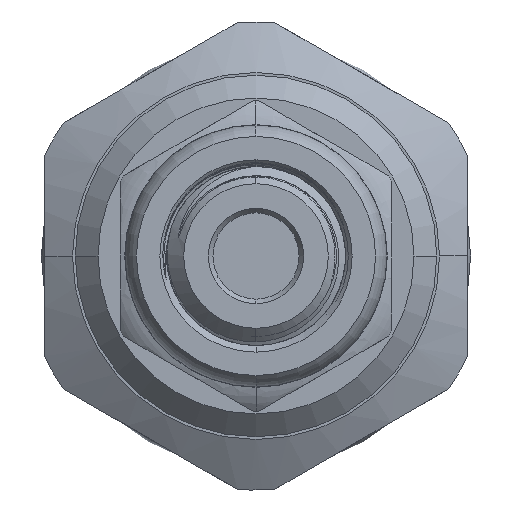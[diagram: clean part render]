
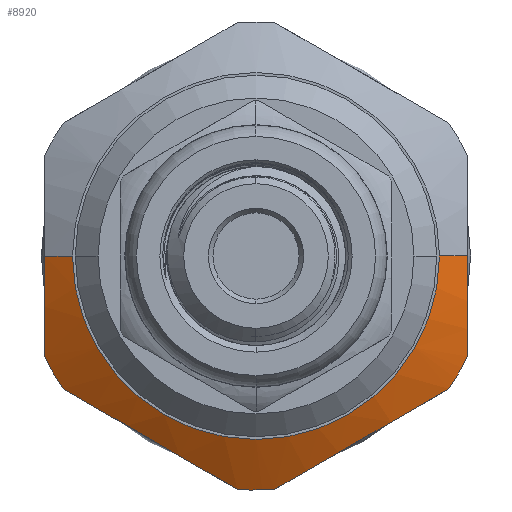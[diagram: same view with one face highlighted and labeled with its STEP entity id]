
A CAD part, left-side view. The second image highlights one B-rep face of the part: STEP entity #8920.
In plain terms, the highlighted conical face has half-angle 60 degrees and reference radius 9.642 mm.
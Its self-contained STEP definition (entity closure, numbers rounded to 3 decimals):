
#8 = DIRECTION ( 'NONE',  ( 0., -1., 0. ) ) ;
#113 = FACE_OUTER_BOUND ( 'NONE', #9456, .T. ) ;
#141 = EDGE_CURVE ( 'NONE', #8539, #11821, #7170, .T. ) ;
#161 = CIRCLE ( 'NONE', #14412, 12.3 ) ;
#323 = CARTESIAN_POINT ( 'NONE',  ( 12.862, -4.798, -10.059 ) ) ;
#703 = CARTESIAN_POINT ( 'NONE',  ( 13.535, -11.11, -5.278 ) ) ;
#881 = VERTEX_POINT ( 'NONE', #17178 ) ;
#1267 = DIRECTION ( 'NONE',  ( -1., 0., 0. ) ) ;
#1315 = DIRECTION ( 'NONE',  ( 0., -1., 0. ) ) ;
#1517 = CARTESIAN_POINT ( 'NONE',  ( 13.535, 0.984, -12.261 ) ) ;
#1523 = EDGE_CURVE ( 'NONE', #11821, #15436, #6259, .T. ) ;
#1573 = CARTESIAN_POINT ( 'NONE',  ( 12.848, -11.11, 0. ) ) ;
#1952 = CARTESIAN_POINT ( 'NONE',  ( 12.969, -3.64, -10.727 ) ) ;
#2191 = VECTOR ( 'NONE', #6744, 1000. ) ;
#2444 = CARTESIAN_POINT ( 'NONE',  ( 13.322, -11.11, -4.42 ) ) ;
#2519 = DIRECTION ( 'NONE',  ( 0., -1., 0. ) ) ;
#2621 = DIRECTION ( 'NONE',  ( -1., 0., 0. ) ) ;
#3552 = CARTESIAN_POINT ( 'NONE',  ( 13.535, -10.126, -6.983 ) ) ;
#3806 = DIRECTION ( 'NONE',  ( 0., -1., 0. ) ) ;
#3922 = CARTESIAN_POINT ( 'NONE',  ( 12.848, -11.11, -0.443 ) ) ;
#4203 = VERTEX_POINT ( 'NONE', #7667 ) ;
#4383 = ORIENTED_EDGE ( 'NONE', *, *, #14416, .F. ) ;
#4538 = CONICAL_SURFACE ( 'NONE', #14239, 9.642, 1.047 ) ;
#4840 = CARTESIAN_POINT ( 'NONE',  ( 12.923, 7.086, -8.738 ) ) ;
#4868 = ORIENTED_EDGE ( 'NONE', *, *, #1523, .F. ) ;
#4948 = CARTESIAN_POINT ( 'NONE',  ( 13.32, 1.733, -11.828 ) ) ;
#5387 = ORIENTED_EDGE ( 'NONE', *, *, #141, .F. ) ;
#5404 = DIRECTION ( 'NONE',  ( 0., 1., 0. ) ) ;
#5509 = CARTESIAN_POINT ( 'NONE',  ( 13.535, 11.11, -5.278 ) ) ;
#5709 = CARTESIAN_POINT ( 'NONE',  ( 12., -9.642, 0. ) ) ;
#5752 = B_SPLINE_CURVE_WITH_KNOTS ( 'NONE', 3,
 ( #5509, #8183, #8116, #9714, #18081, #18266, #15439, #6919 ),
 .UNSPECIFIED., .F., .F.,
 ( 4, 2, 2, 4 ),
 ( 0.007, 0.009, 0.011, 0.012 ),
 .UNSPECIFIED. ) ;
#5799 = CARTESIAN_POINT ( 'NONE',  ( 12., 9.642, 0. ) ) ;
#5967 = CARTESIAN_POINT ( 'NONE',  ( 13.535, -10.126, -6.983 ) ) ;
#6093 = CARTESIAN_POINT ( 'NONE',  ( 13.32, -1.735, -11.827 ) ) ;
#6132 = ORIENTED_EDGE ( 'NONE', *, *, #11556, .T. ) ;
#6219 = CARTESIAN_POINT ( 'NONE',  ( 13.535, -0.984, -12.261 ) ) ;
#6259 = B_SPLINE_CURVE_WITH_KNOTS ( 'NONE', 3,
 ( #18043, #3922, #15346, #13483, #6412, #11048, #2444, #703 ),
 .UNSPECIFIED., .F., .F.,
 ( 4, 2, 2, 4 ),
 ( 0.017, 0.018, 0.019, 0.022 ),
 .UNSPECIFIED. ) ;
#6412 = CARTESIAN_POINT ( 'NONE',  ( 12.97, -11.11, -2.222 ) ) ;
#6480 = ORIENTED_EDGE ( 'NONE', *, *, #12640, .T. ) ;
#6744 = DIRECTION ( 'NONE',  ( 0.5, 0.866, 0. ) ) ;
#6889 = DIRECTION ( 'NONE',  ( 1., 0., 0. ) ) ;
#6919 = CARTESIAN_POINT ( 'NONE',  ( 12.848, 11.11, 0. ) ) ;
#6935 = AXIS2_PLACEMENT_3D ( 'NONE', #18119, #9325, #2519 ) ;
#7170 = LINE ( 'NONE', #15664, #12279 ) ;
#7430 = VERTEX_POINT ( 'NONE', #18208 ) ;
#7577 = CARTESIAN_POINT ( 'NONE',  ( 12.848, -6.341, -9.168 ) ) ;
#7667 = CARTESIAN_POINT ( 'NONE',  ( 12., 9.642, 0. ) ) ;
#7739 = CARTESIAN_POINT ( 'NONE',  ( 12.862, 6.312, -9.184 ) ) ;
#8116 = CARTESIAN_POINT ( 'NONE',  ( 13.149, 11.11, -3.55 ) ) ;
#8183 = CARTESIAN_POINT ( 'NONE',  ( 13.322, 11.11, -4.42 ) ) ;
#8360 = DIRECTION ( 'NONE',  ( -1., 0., 0. ) ) ;
#8361 = LINE ( 'NONE', #5799, #2191 ) ;
#8376 = ORIENTED_EDGE ( 'NONE', *, *, #18414, .T. ) ;
#8539 = VERTEX_POINT ( 'NONE', #5709 ) ;
#8544 = EDGE_CURVE ( 'NONE', #8702, #881, #12418, .T. ) ;
#8702 = VERTEX_POINT ( 'NONE', #3552 ) ;
#8920 = ADVANCED_FACE ( 'NONE', ( #113 ), #4538, .T. ) ;
#9242 = CIRCLE ( 'NONE', #9625, 12.3 ) ;
#9325 = DIRECTION ( 'NONE',  ( -1., 0., 0. ) ) ;
#9456 = EDGE_LOOP ( 'NONE', ( #15192, #6132, #4383, #6480, #14366, #8376, #13847, #12055, #4868, #5387 ) ) ;
#9564 = B_SPLINE_CURVE_WITH_KNOTS ( 'NONE', 3,
 ( #11883, #4948, #13336, #13277, #10635, #17832, #7739, #4840, #10703, #14771, #10575, #12006 ),
 .UNSPECIFIED., .F., .F.,
 ( 4, 2, 2, 2, 2, 4 ),
 ( 0., 0.003, 0.006, 0.007, 0.008, 0.011 ),
 .UNSPECIFIED. ) ;
#9625 = AXIS2_PLACEMENT_3D ( 'NONE', #16829, #8360, #1315 ) ;
#9681 = CARTESIAN_POINT ( 'NONE',  ( 12., 0., 0. ) ) ;
#9714 = CARTESIAN_POINT ( 'NONE',  ( 12.97, 11.11, -2.222 ) ) ;
#10126 = EDGE_CURVE ( 'NONE', #11850, #18354, #9564, .T. ) ;
#10210 = CARTESIAN_POINT ( 'NONE',  ( 13.146, -2.493, -11.39 ) ) ;
#10411 = CARTESIAN_POINT ( 'NONE',  ( 12.923, -4.024, -10.505 ) ) ;
#10575 = CARTESIAN_POINT ( 'NONE',  ( 13.32, 9.375, -7.416 ) ) ;
#10635 = CARTESIAN_POINT ( 'NONE',  ( 12.848, 4.769, -10.076 ) ) ;
#10703 = CARTESIAN_POINT ( 'NONE',  ( 12.969, 7.47, -8.516 ) ) ;
#10757 = CIRCLE ( 'NONE', #13120, 9.642 ) ;
#11048 = CARTESIAN_POINT ( 'NONE',  ( 13.149, -11.11, -3.55 ) ) ;
#11556 = EDGE_CURVE ( 'NONE', #4203, #16116, #8361, .T. ) ;
#11821 = VERTEX_POINT ( 'NONE', #1573 ) ;
#11850 = VERTEX_POINT ( 'NONE', #1517 ) ;
#11883 = CARTESIAN_POINT ( 'NONE',  ( 13.535, 0.984, -12.261 ) ) ;
#12006 = CARTESIAN_POINT ( 'NONE',  ( 13.535, 10.126, -6.983 ) ) ;
#12055 = ORIENTED_EDGE ( 'NONE', *, *, #12482, .T. ) ;
#12279 = VECTOR ( 'NONE', #12849, 1000. ) ;
#12418 = B_SPLINE_CURVE_WITH_KNOTS ( 'NONE', 3,
 ( #5967, #14473, #13155, #13086, #7577, #17540, #323, #10411, #1952, #10210, #6093, #6219 ),
 .UNSPECIFIED., .F., .F.,
 ( 4, 2, 2, 2, 2, 4 ),
 ( 0., 0.003, 0.006, 0.007, 0.008, 0.011 ),
 .UNSPECIFIED. ) ;
#12482 = EDGE_CURVE ( 'NONE', #8702, #15436, #161, .T. ) ;
#12640 = EDGE_CURVE ( 'NONE', #7430, #18354, #9242, .T. ) ;
#12849 = DIRECTION ( 'NONE',  ( 0.5, -0.866, 0. ) ) ;
#13086 = CARTESIAN_POINT ( 'NONE',  ( 12.912, -7.106, -8.726 ) ) ;
#13120 = AXIS2_PLACEMENT_3D ( 'NONE', #16714, #1267, #5404 ) ;
#13155 = CARTESIAN_POINT ( 'NONE',  ( 13.148, -8.623, -7.85 ) ) ;
#13237 = CARTESIAN_POINT ( 'NONE',  ( 12.848, 11.11, 0. ) ) ;
#13277 = CARTESIAN_POINT ( 'NONE',  ( 12.912, 4.004, -10.517 ) ) ;
#13336 = CARTESIAN_POINT ( 'NONE',  ( 13.148, 2.487, -11.393 ) ) ;
#13483 = CARTESIAN_POINT ( 'NONE',  ( 12.924, -11.11, -1.775 ) ) ;
#13847 = ORIENTED_EDGE ( 'NONE', *, *, #8544, .F. ) ;
#14239 = AXIS2_PLACEMENT_3D ( 'NONE', #9681, #6889, #3806 ) ;
#14366 = ORIENTED_EDGE ( 'NONE', *, *, #10126, .F. ) ;
#14412 = AXIS2_PLACEMENT_3D ( 'NONE', #18283, #2621, #8 ) ;
#14416 = EDGE_CURVE ( 'NONE', #7430, #16116, #5752, .T. ) ;
#14473 = CARTESIAN_POINT ( 'NONE',  ( 13.32, -9.377, -7.415 ) ) ;
#14771 = CARTESIAN_POINT ( 'NONE',  ( 13.146, 8.617, -7.853 ) ) ;
#15192 = ORIENTED_EDGE ( 'NONE', *, *, #16935, .F. ) ;
#15346 = CARTESIAN_POINT ( 'NONE',  ( 12.863, -11.11, -0.887 ) ) ;
#15419 = CIRCLE ( 'NONE', #6935, 12.3 ) ;
#15436 = VERTEX_POINT ( 'NONE', #16160 ) ;
#15439 = CARTESIAN_POINT ( 'NONE',  ( 12.848, 11.11, -0.443 ) ) ;
#15664 = CARTESIAN_POINT ( 'NONE',  ( 12., -9.642, 0. ) ) ;
#15998 = CARTESIAN_POINT ( 'NONE',  ( 13.535, 10.126, -6.983 ) ) ;
#16116 = VERTEX_POINT ( 'NONE', #13237 ) ;
#16160 = CARTESIAN_POINT ( 'NONE',  ( 13.535, -11.11, -5.278 ) ) ;
#16714 = CARTESIAN_POINT ( 'NONE',  ( 12., 0., 0. ) ) ;
#16829 = CARTESIAN_POINT ( 'NONE',  ( 13.535, 0., 0. ) ) ;
#16935 = EDGE_CURVE ( 'NONE', #4203, #8539, #10757, .T. ) ;
#17178 = CARTESIAN_POINT ( 'NONE',  ( 13.535, -0.984, -12.261 ) ) ;
#17540 = CARTESIAN_POINT ( 'NONE',  ( 12.847, -5.186, -9.835 ) ) ;
#17832 = CARTESIAN_POINT ( 'NONE',  ( 12.847, 5.924, -9.408 ) ) ;
#18043 = CARTESIAN_POINT ( 'NONE',  ( 12.848, -11.11, 0. ) ) ;
#18081 = CARTESIAN_POINT ( 'NONE',  ( 12.924, 11.11, -1.775 ) ) ;
#18119 = CARTESIAN_POINT ( 'NONE',  ( 13.535, 0., 0. ) ) ;
#18208 = CARTESIAN_POINT ( 'NONE',  ( 13.535, 11.11, -5.278 ) ) ;
#18266 = CARTESIAN_POINT ( 'NONE',  ( 12.863, 11.11, -0.887 ) ) ;
#18283 = CARTESIAN_POINT ( 'NONE',  ( 13.535, 0., 0. ) ) ;
#18354 = VERTEX_POINT ( 'NONE', #15998 ) ;
#18414 = EDGE_CURVE ( 'NONE', #11850, #881, #15419, .T. ) ;
